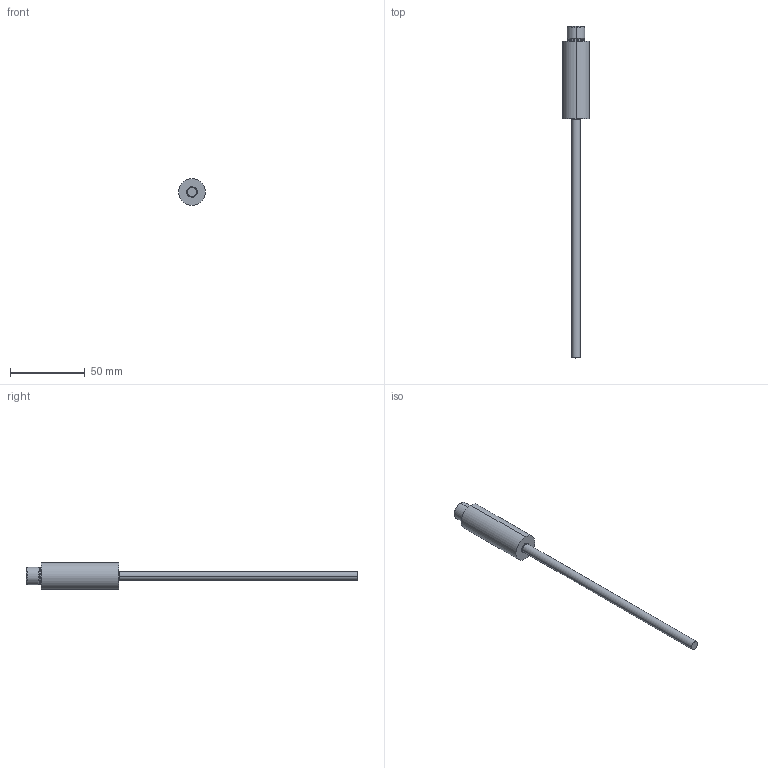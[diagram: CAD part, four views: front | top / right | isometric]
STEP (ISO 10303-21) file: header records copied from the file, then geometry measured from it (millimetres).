
FILE_DESCRIPTION (( 'STEP AP214' ), '1' );
FILE_NAME ('XTP-160-N40140F.STEP', '2020-06-29T18:11:12', ( '' ), ( '' ), 'SwSTEP 2.0', 'SolidWorks 2017', '' );
FILE_SCHEMA (( 'AUTOMOTIVE_DESIGN' ));
Length unit declared in the file: inch
Products named in the file (1): XTP-160-N40140F
Bounding box: 18 x 222 x 18 mm (x, y, z)
Volume: 18314.3 mm3; surface area: 7152.3 mm2
Topology: 1 solids, 1 shells, 67 faces, 154 edges, 98 vertices
Faces by surface type: plane 24, cylinder 21, cone 16, bspline 6
Entity records: 2260 total; most frequent: CARTESIAN_POINT 656, DIRECTION 356, ORIENTED_EDGE 308, EDGE_CURVE 154, AXIS2_PLACEMENT_3D 146, VERTEX_POINT 98, CIRCLE 84, EDGE_LOOP 76
